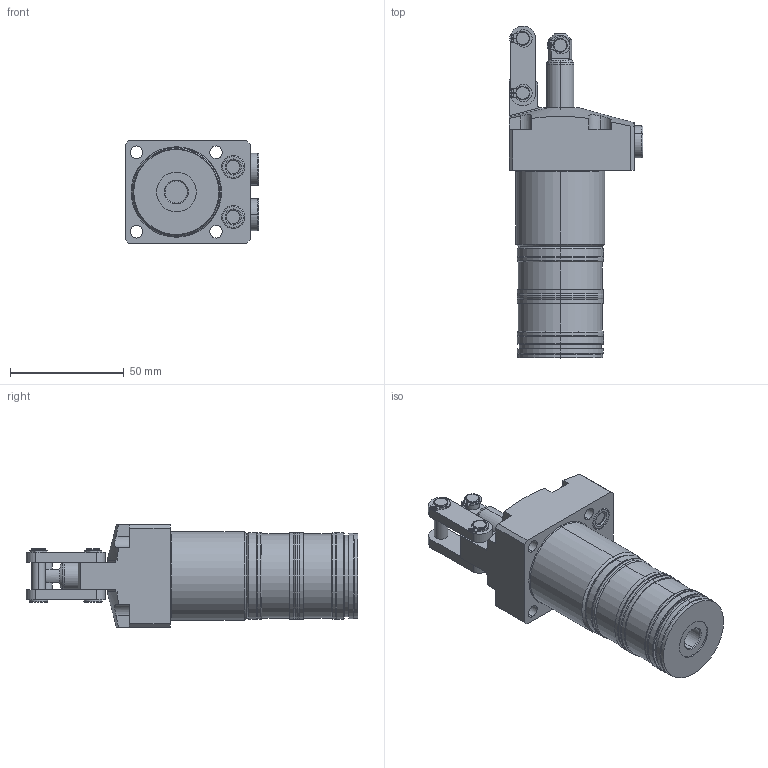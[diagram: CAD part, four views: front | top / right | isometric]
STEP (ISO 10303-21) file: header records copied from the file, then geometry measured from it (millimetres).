
FILE_DESCRIPTION (( 'STEP AP203' ), '1' );
FILE_NAME ('CLU02-FA.step', '2014-10-06T05:22:14', ( 'pascal' ), ( 'Hewlett-Packard Company' ), 'SwSTEP 2.0', 'SolidWorks 2012', '' );
FILE_SCHEMA (( 'CONFIG_CONTROL_DESIGN' ));
Length unit declared in the file: millimetre
Products named in the file (5): CLU02-FA_BODY; CLU02-A_ROD; CLU02-A_LINK; CLU02-A_PLUG; CLU02-FA
Assembly tree (5 placements, depth 2):
  CLU02-FA
    CLU02-FA_BODY
    CLU02-A_ROD
    CLU02-A_LINK
    CLU02-A_PLUG  x2
Bounding box: 58.8 x 145.98 x 45 mm (x, y, z)
Volume: 156743.3 mm3; surface area: 30436.7 mm2
Topology: 5 solids, 7 shells, 361 faces, 837 edges, 528 vertices
Faces by surface type: cylinder 152, plane 134, torus 46, cone 29
Entity records: 10660 total; most frequent: CARTESIAN_POINT 2056, DIRECTION 1837, ORIENTED_EDGE 1582, EDGE_CURVE 791, AXIS2_PLACEMENT_3D 749, VERTEX_POINT 500, CIRCLE 402, EDGE_LOOP 395
